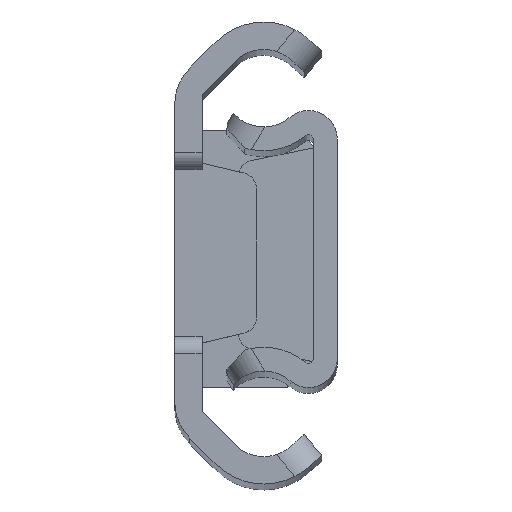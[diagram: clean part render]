
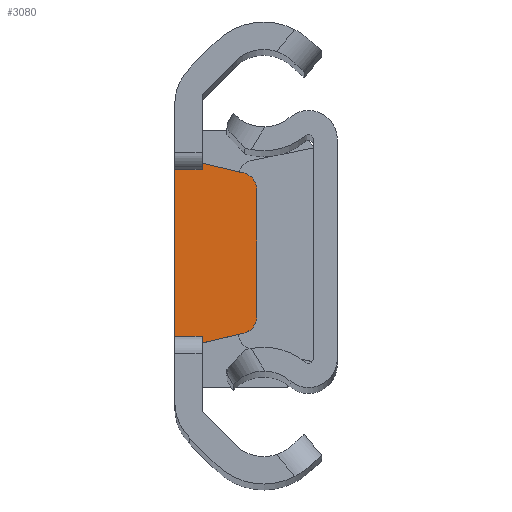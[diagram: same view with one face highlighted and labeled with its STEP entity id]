
A CAD part, top view. The second image highlights one B-rep face of the part: STEP entity #3080.
In plain terms, the highlighted planar face has unit normal (0, 0, 1).
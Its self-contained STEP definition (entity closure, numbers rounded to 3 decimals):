
#75 = CARTESIAN_POINT ( 'NONE',  ( 0., -5.25, -2.4 ) ) ;
#100 = CIRCLE ( 'NONE', #942, 1. ) ;
#139 = DIRECTION ( 'NONE',  ( -1., 0., 0. ) ) ;
#163 = CARTESIAN_POINT ( 'NONE',  ( 3.8, 3.707, -2.4 ) ) ;
#192 = VECTOR ( 'NONE', #372, 1000. ) ;
#200 = VERTEX_POINT ( 'NONE', #75 ) ;
#205 = CARTESIAN_POINT ( 'NONE',  ( -0.001, 5.25, -2.4 ) ) ;
#230 = DIRECTION ( 'NONE',  ( 0., 0., 1. ) ) ;
#266 = LINE ( 'NONE', #3287, #850 ) ;
#314 = EDGE_CURVE ( 'NONE', #3317, #1899, #3758, .T. ) ;
#372 = DIRECTION ( 'NONE',  ( 1., 0., 0. ) ) ;
#396 = LINE ( 'NONE', #2682, #192 ) ;
#454 = AXIS2_PLACEMENT_3D ( 'NONE', #205, #2860, #3536 ) ;
#466 = VERTEX_POINT ( 'NONE', #2316 ) ;
#535 = CARTESIAN_POINT ( 'NONE',  ( 0., 5.25, -2.4 ) ) ;
#659 = EDGE_CURVE ( 'NONE', #200, #752, #3742, .T. ) ;
#752 = VERTEX_POINT ( 'NONE', #535 ) ;
#774 = DIRECTION ( 'NONE',  ( 0., 1., 0. ) ) ;
#832 = CARTESIAN_POINT ( 'NONE',  ( 1.6, -5.25, -2.4 ) ) ;
#850 = VECTOR ( 'NONE', #1600, 1000. ) ;
#905 = ORIENTED_EDGE ( 'NONE', *, *, #3581, .T. ) ;
#933 = EDGE_CURVE ( 'NONE', #3143, #3317, #266, .T. ) ;
#935 = VERTEX_POINT ( 'NONE', #2272 ) ;
#942 = AXIS2_PLACEMENT_3D ( 'NONE', #4239, #2936, #1971 ) ;
#1048 = CARTESIAN_POINT ( 'NONE',  ( 4.8, -3.707, -2.4 ) ) ;
#1131 = VECTOR ( 'NONE', #774, 1000. ) ;
#1264 = AXIS2_PLACEMENT_3D ( 'NONE', #163, #230, #139 ) ;
#1276 = LINE ( 'NONE', #2603, #1986 ) ;
#1389 = CARTESIAN_POINT ( 'NONE',  ( 4.8, 3.707, -2.4 ) ) ;
#1432 = CARTESIAN_POINT ( 'NONE',  ( 1.6, -5.25, -2.4 ) ) ;
#1506 = DIRECTION ( 'NONE',  ( -0.974, 0.228, 0. ) ) ;
#1600 = DIRECTION ( 'NONE',  ( 0., 1., 0. ) ) ;
#1752 = ORIENTED_EDGE ( 'NONE', *, *, #4031, .F. ) ;
#1860 = FACE_OUTER_BOUND ( 'NONE', #2362, .T. ) ;
#1878 = VERTEX_POINT ( 'NONE', #1432 ) ;
#1899 = VERTEX_POINT ( 'NONE', #4100 ) ;
#1971 = DIRECTION ( 'NONE',  ( -1., 0., 0. ) ) ;
#1986 = VECTOR ( 'NONE', #3624, 1000. ) ;
#2117 = ORIENTED_EDGE ( 'NONE', *, *, #314, .T. ) ;
#2151 = EDGE_CURVE ( 'NONE', #1899, #466, #2216, .T. ) ;
#2216 = LINE ( 'NONE', #2835, #3914 ) ;
#2257 = EDGE_CURVE ( 'NONE', #935, #3143, #100, .T. ) ;
#2264 = VECTOR ( 'NONE', #3123, 1000. ) ;
#2272 = CARTESIAN_POINT ( 'NONE',  ( 4.028, -4.681, -2.4 ) ) ;
#2316 = CARTESIAN_POINT ( 'NONE',  ( 1.6, 5.25, -2.4 ) ) ;
#2362 = EDGE_LOOP ( 'NONE', ( #3211, #2378, #3473, #2117, #2948, #1752, #4114, #905 ) ) ;
#2378 = ORIENTED_EDGE ( 'NONE', *, *, #2257, .T. ) ;
#2576 = EDGE_CURVE ( 'NONE', #1878, #935, #3800, .T. ) ;
#2603 = CARTESIAN_POINT ( 'NONE',  ( -0.001, -5.25, -2.4 ) ) ;
#2682 = CARTESIAN_POINT ( 'NONE',  ( -0.001, 5.25, -2.4 ) ) ;
#2704 = CARTESIAN_POINT ( 'NONE',  ( 0., 5.25, -2.4 ) ) ;
#2835 = CARTESIAN_POINT ( 'NONE',  ( 1.6, 5.25, -2.4 ) ) ;
#2860 = DIRECTION ( 'NONE',  ( 0., 0., -1. ) ) ;
#2936 = DIRECTION ( 'NONE',  ( 0., 0., 1. ) ) ;
#2948 = ORIENTED_EDGE ( 'NONE', *, *, #2151, .T. ) ;
#3080 = ADVANCED_FACE ( 'NONE', ( #1860 ), #3424, .F. ) ;
#3123 = DIRECTION ( 'NONE',  ( 0.974, 0.228, 0. ) ) ;
#3143 = VERTEX_POINT ( 'NONE', #1048 ) ;
#3211 = ORIENTED_EDGE ( 'NONE', *, *, #2576, .T. ) ;
#3287 = CARTESIAN_POINT ( 'NONE',  ( 4.8, 0., -2.4 ) ) ;
#3317 = VERTEX_POINT ( 'NONE', #1389 ) ;
#3424 = PLANE ( 'NONE',  #454 ) ;
#3473 = ORIENTED_EDGE ( 'NONE', *, *, #933, .T. ) ;
#3536 = DIRECTION ( 'NONE',  ( -1., 0., 0. ) ) ;
#3581 = EDGE_CURVE ( 'NONE', #200, #1878, #1276, .T. ) ;
#3624 = DIRECTION ( 'NONE',  ( 1., 0., 0. ) ) ;
#3742 = LINE ( 'NONE', #2704, #1131 ) ;
#3758 = CIRCLE ( 'NONE', #1264, 1. ) ;
#3800 = LINE ( 'NONE', #832, #2264 ) ;
#3914 = VECTOR ( 'NONE', #1506, 1000. ) ;
#4031 = EDGE_CURVE ( 'NONE', #752, #466, #396, .T. ) ;
#4100 = CARTESIAN_POINT ( 'NONE',  ( 4.028, 4.681, -2.4 ) ) ;
#4114 = ORIENTED_EDGE ( 'NONE', *, *, #659, .F. ) ;
#4239 = CARTESIAN_POINT ( 'NONE',  ( 3.8, -3.707, -2.4 ) ) ;
